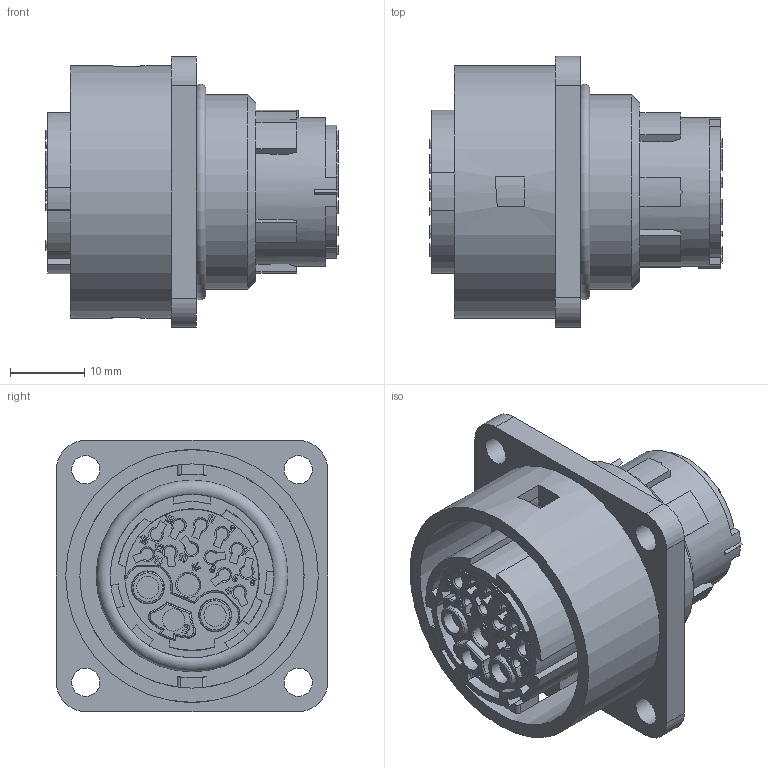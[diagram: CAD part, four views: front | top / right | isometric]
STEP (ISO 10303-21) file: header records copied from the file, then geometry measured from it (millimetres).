
FILE_DESCRIPTION(/* description */ (''),/* implementation_level */ '2;1');
FILE_NAME(/* name */ 'c016 10g015 000 1nxc001-01.stp',/* time_stamp */ '2019-07-08T08:46:10+02:00',/* author */ (''),/* organization */ (''),/* preprocessor_version */ 'ST-DEVELOPER v16.7',/* originating_system */ 'SIEMENS PLM Software NX 12.0',/* authorisation */ '');
FILE_SCHEMA (('AUTOMOTIVE_DESIGN { 1 0 10303 214 3 1 1 1 }'));
Length unit declared in the file: millimetre
Products named in the file (1): c016 10g015 000 1nxc001-01
Bounding box: 39.4 x 36.5 x 36.5 mm (x, y, z)
Volume: 20672.1 mm3; surface area: 12017.8 mm2
Topology: 1 solids, 2 shells, 847 faces, 2256 edges, 1501 vertices
Faces by surface type: plane 612, cylinder 191, torus 17, bspline 14, cone 13
Full cylindrical faces by diameter (mm): 0.12 x2, 0.24 x4, 0.25 x2, 3 x4, 3.8 x4, 4 x4, 20 x1, 22 x2, 26.2 x2, 30 x1, 30.2 x1, 34 x1
Entity records: 26825 total; most frequent: CARTESIAN_POINT 5618, ORIENTED_EDGE 4404, DIRECTION 4254, EDGE_CURVE 2202, LINE 1642, VECTOR 1642, VERTEX_POINT 1484, AXIS2_PLACEMENT_3D 1306
